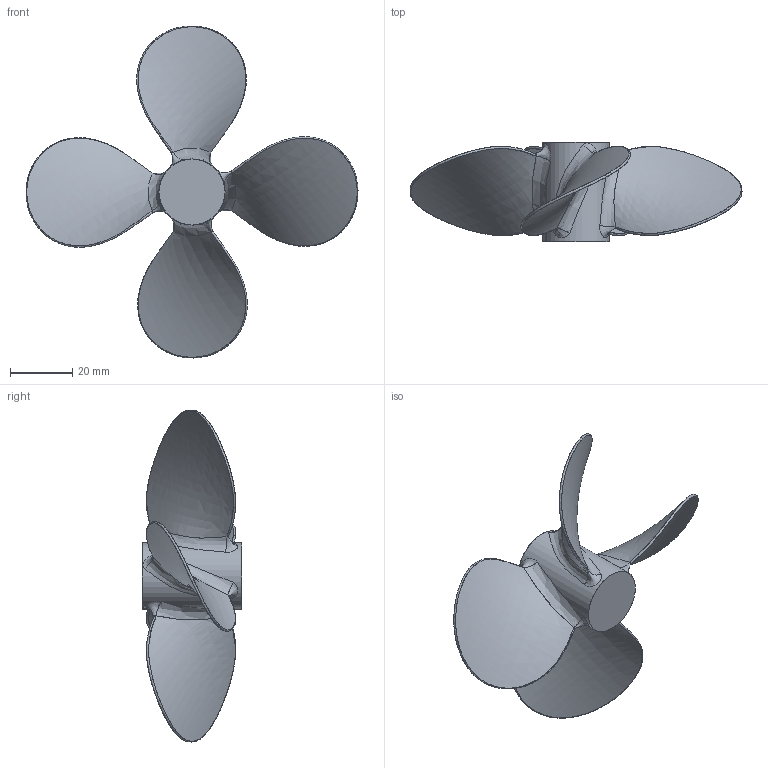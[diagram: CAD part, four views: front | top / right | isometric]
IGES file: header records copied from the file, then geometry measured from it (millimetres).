
Global section: file name: 13-07-04.igs; native system: THINKDESIGN 2010.1.111; preprocessor: PDElib Version v4.4, created Mon 02/23/2004 ; date: 20130704.101359; units: millimetre
Bounding box: 107.02 x 31.98 x 107.02 mm (x, y, z)
Surface area: 16090.7 mm2 (no closed solid volume)
Topology: 0 solids, 0 shells, 31 faces, 172 edges, 197 vertices
Faces by surface type: bspline 30, extrusion 1
